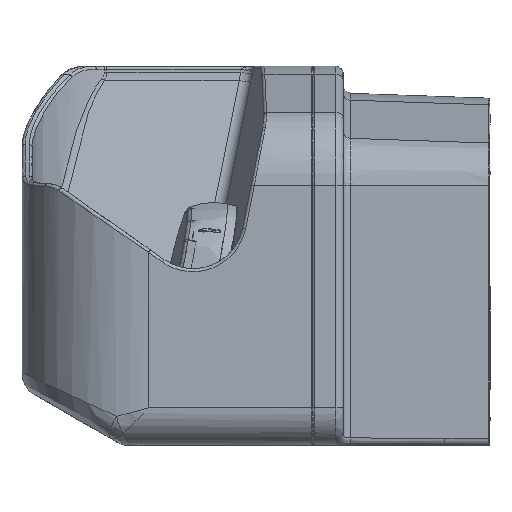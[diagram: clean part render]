
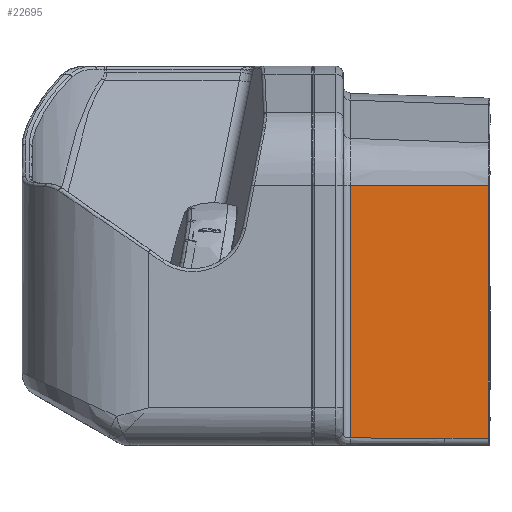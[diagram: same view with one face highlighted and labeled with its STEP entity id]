
A CAD part, left-side view. The second image highlights one B-rep face of the part: STEP entity #22695.
In plain terms, the highlighted planar face has unit normal (-0.999, -0.035, 0).
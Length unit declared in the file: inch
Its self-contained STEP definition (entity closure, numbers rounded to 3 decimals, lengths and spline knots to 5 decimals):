
#1900 = VERTEX_POINT ( 'NONE', #30715 ) ;
#2651 = VERTEX_POINT ( 'NONE', #75256 ) ;
#3433 = LINE ( 'NONE', #63955, #41197 ) ;
#5132 = EDGE_CURVE ( 'NONE', #2651, #31592, #30028, .T. ) ;
#5879 = ORIENTED_EDGE ( 'NONE', *, *, #5132, .F. ) ;
#10128 = CARTESIAN_POINT ( 'NONE',  ( -9.14861, -3.64173, 1.09704 ) ) ;
#10804 = VECTOR ( 'NONE', #40670, 39.37008 ) ;
#11248 = EDGE_CURVE ( 'NONE', #1900, #56736, #23049, .T. ) ;
#11583 = DIRECTION ( 'NONE',  ( -0.035, 0.999, 0. ) ) ;
#15245 = CARTESIAN_POINT ( 'NONE',  ( -9.17316, -2.9387, -2.83465 ) ) ;
#15642 = CARTESIAN_POINT ( 'NONE',  ( -9.22437, -1.47226, 1.09704 ) ) ;
#16808 = EDGE_CURVE ( 'NONE', #56736, #43923, #25428, .T. ) ;
#17270 = CARTESIAN_POINT ( 'NONE',  ( -9.2074, -1.95819, -2.83371 ) ) ;
#22695 = ADVANCED_FACE ( 'NONE', ( #40592 ), #71143, .F. ) ;
#23049 = LINE ( 'NONE', #15642, #29316 ) ;
#25428 = LINE ( 'NONE', #55492, #10804 ) ;
#26515 = DIRECTION ( 'NONE',  ( 0., 0., -1. ) ) ;
#29316 = VECTOR ( 'NONE', #60492, 39.37008 ) ;
#30028 = LINE ( 'NONE', #73890, #58611 ) ;
#30427 = AXIS2_PLACEMENT_3D ( 'NONE', #10128, #69680, #11583 ) ;
#30715 = CARTESIAN_POINT ( 'NONE',  ( -9.22437, -1.47226, -2.83186 ) ) ;
#31592 = VERTEX_POINT ( 'NONE', #15245 ) ;
#31835 = ORIENTED_EDGE ( 'NONE', *, *, #16808, .F. ) ;
#32511 = CARTESIAN_POINT ( 'NONE',  ( -9.22437, -1.47226, -2.83186 ) ) ;
#38460 = CARTESIAN_POINT ( 'NONE',  ( -9.17316, -2.9387, -2.83465 ) ) ;
#40592 = FACE_OUTER_BOUND ( 'NONE', #62099, .T. ) ;
#40670 = DIRECTION ( 'NONE',  ( 0.035, -0.999, 0. ) ) ;
#41197 = VECTOR ( 'NONE', #26515, 39.37008 ) ;
#43923 = VERTEX_POINT ( 'NONE', #77927 ) ;
#46324 = CARTESIAN_POINT ( 'NONE',  ( -9.19028, -2.44844, -2.83465 ) ) ;
#55492 = CARTESIAN_POINT ( 'NONE',  ( -9.22437, -1.47226, 1.09704 ) ) ;
#56736 = VERTEX_POINT ( 'NONE', #73296 ) ;
#58611 = VECTOR ( 'NONE', #81279, 39.37008 ) ;
#60492 = DIRECTION ( 'NONE',  ( 0., 0., 1. ) ) ;
#62099 = EDGE_LOOP ( 'NONE', ( #83714, #31835, #64017, #89855, #5879 ) ) ;
#63955 = CARTESIAN_POINT ( 'NONE',  ( -9.14927, -3.62273, 1.09704 ) ) ;
#64017 = ORIENTED_EDGE ( 'NONE', *, *, #11248, .F. ) ;
#69680 = DIRECTION ( 'NONE',  ( 0.999, 0.035, 0. ) ) ;
#70177 = B_SPLINE_CURVE_WITH_KNOTS ( 'NONE', 3,
 ( #38460, #46324, #17270, #32511 ),
 .UNSPECIFIED., .F., .F.,
 ( 4, 4 ),
 ( 0., 1. ),
 .UNSPECIFIED. ) ;
#71143 = PLANE ( 'NONE',  #30427 ) ;
#73296 = CARTESIAN_POINT ( 'NONE',  ( -9.22437, -1.47226, 1.09704 ) ) ;
#73890 = CARTESIAN_POINT ( 'NONE',  ( -9.14861, -3.64173, -2.83465 ) ) ;
#75256 = CARTESIAN_POINT ( 'NONE',  ( -9.14927, -3.62273, -2.83465 ) ) ;
#76826 = EDGE_CURVE ( 'NONE', #31592, #1900, #70177, .T. ) ;
#77927 = CARTESIAN_POINT ( 'NONE',  ( -9.14927, -3.62273, 1.09704 ) ) ;
#81279 = DIRECTION ( 'NONE',  ( -0.035, 0.999, 0. ) ) ;
#83714 = ORIENTED_EDGE ( 'NONE', *, *, #85284, .F. ) ;
#85284 = EDGE_CURVE ( 'NONE', #43923, #2651, #3433, .T. ) ;
#89855 = ORIENTED_EDGE ( 'NONE', *, *, #76826, .F. ) ;
